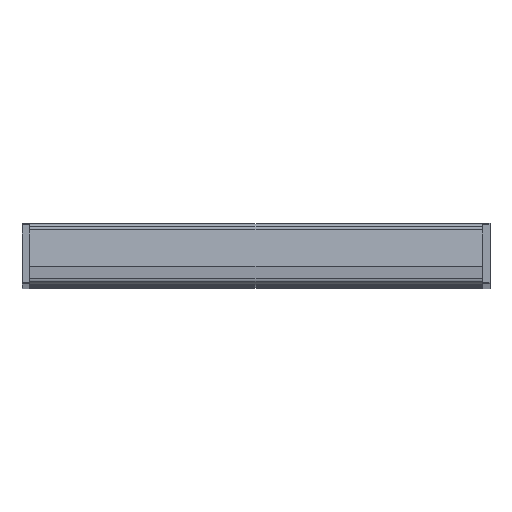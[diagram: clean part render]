
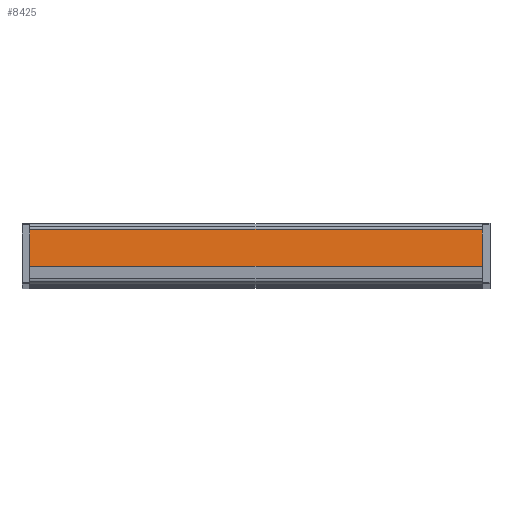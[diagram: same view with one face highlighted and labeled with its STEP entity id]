
A CAD part, top view. The second image highlights one B-rep face of the part: STEP entity #8425.
In plain terms, the highlighted face is planar.
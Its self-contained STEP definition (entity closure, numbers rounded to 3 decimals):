
#6031=DIRECTION('',(1.,0.,0.));
#6032=VECTOR('',#6031,300.);
#6033=CARTESIAN_POINT('',(-150.,-1.503,-17.174));
#6034=LINE('',#6033,#6032);
#6070=DIRECTION('',(0.,-0.087,-0.996));
#6071=VECTOR('',#6070,32.647);
#6072=CARTESIAN_POINT('',(-150.,1.343,15.349));
#6073=LINE('',#6072,#6071);
#6078=DIRECTION('',(1.,0.,0.));
#6079=VECTOR('',#6078,300.);
#6080=CARTESIAN_POINT('',(-150.,1.343,15.349));
#6081=LINE('',#6080,#6079);
#6104=DIRECTION('',(0.,-0.087,-0.996));
#6105=VECTOR('',#6104,32.647);
#6106=CARTESIAN_POINT('',(150.,1.343,15.349));
#6107=LINE('',#6106,#6105);
#7282=CARTESIAN_POINT('',(-150.,-1.503,-17.174));
#7283=CARTESIAN_POINT('',(150.,-1.503,-17.174));
#7284=VERTEX_POINT('',#7282);
#7285=VERTEX_POINT('',#7283);
#7286=CARTESIAN_POINT('',(-150.,1.343,15.349));
#7287=CARTESIAN_POINT('',(150.,1.343,15.349));
#7288=VERTEX_POINT('',#7286);
#7289=VERTEX_POINT('',#7287);
#8413=CARTESIAN_POINT('',(-150.,1.662,19.));
#8414=DIRECTION('',(0.,-0.996,0.087));
#8415=DIRECTION('',(0.,-0.087,-0.996));
#8416=AXIS2_PLACEMENT_3D('',#8413,#8414,#8415);
#8417=PLANE('',#8416);
#8418=ORIENTED_EDGE('',*,*,#8378,.F.);
#8419=ORIENTED_EDGE('',*,*,#8403,.T.);
#8421=ORIENTED_EDGE('',*,*,#8420,.T.);
#8422=ORIENTED_EDGE('',*,*,#8321,.F.);
#8423=EDGE_LOOP('',(#8418,#8419,#8421,#8422));
#8424=FACE_OUTER_BOUND('',#8423,.F.);
#8425=ADVANCED_FACE('',(#8424),#8417,.T.);
#8321=EDGE_CURVE('',#7284,#7285,#6034,.T.);
#8378=EDGE_CURVE('',#7288,#7284,#6073,.T.);
#8403=EDGE_CURVE('',#7288,#7289,#6081,.T.);
#8420=EDGE_CURVE('',#7289,#7285,#6107,.T.);
